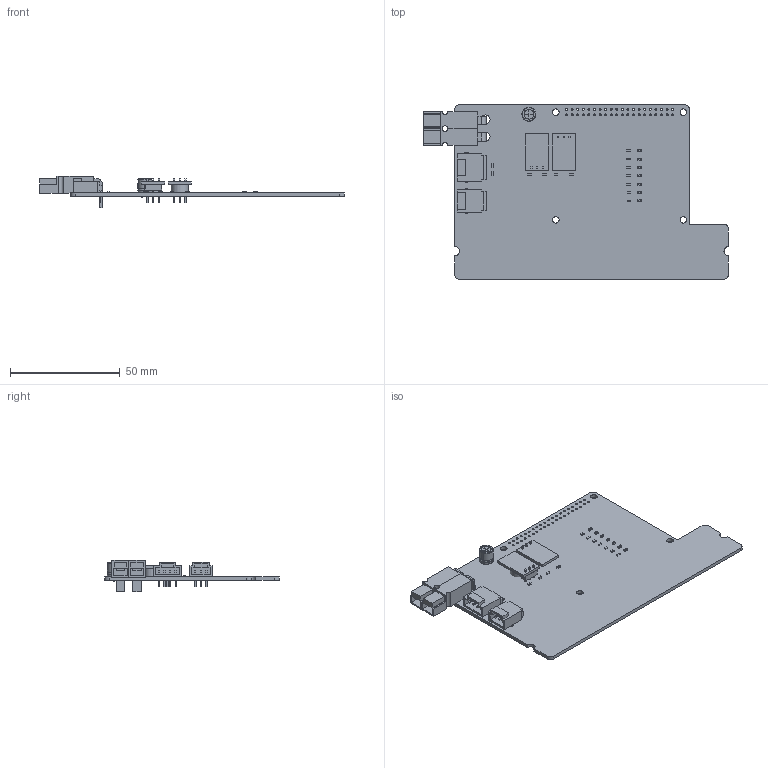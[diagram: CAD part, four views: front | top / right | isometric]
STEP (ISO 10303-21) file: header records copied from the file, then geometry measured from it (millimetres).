
FILE_DESCRIPTION(('KiCad electronic assembly'),'2;1');
FILE_NAME('RaspberryPiBreakout_Hardware.step','2020-11-03T16:40:31',( 'An Author'),('A Company'),'Open CASCADE STEP processor 6.9', 'KiCad to STEP converter','Unknown');
FILE_SCHEMA(('AUTOMOTIVE_DESIGN { 1 0 10303 214 1 1 1 1 }'));
Length unit declared in the file: millimetre
Products named in the file (18): Open CASCADE STEP translator 6.9 1; C_0603_1608Metric; SOLID; Anderson_2_Horizontal_Side_by_Side; COMPOUND; Molex_SL_03_Horizontal; Molex_SL_04_Horizontal; OKI; D_0603_1608Metric; R_0603_1608Metric; CP_Radial_D6.3mm_P2.50mm
Assembly tree (35 placements, depth 3):
  Open CASCADE STEP translator 6.9 1
    C_0603_1608Metric  x4
      SOLID
    Anderson_2_Horizontal_Side_by_Side
      COMPOUND
    Molex_SL_03_Horizontal
      SOLID
    Molex_SL_04_Horizontal
      SOLID
    OKI  x2
      SOLID
    D_0603_1608Metric  x7
      SOLID
    R_0603_1608Metric  x9
      SOLID
    CP_Radial_D6.3mm_P2.50mm
      SOLID
    COMPOUND
Bounding box: 138.71 x 79.25 x 14.48 mm (x, y, z)
Volume: 18656.6 mm3; surface area: 24420.4 mm2
Topology: 28 solids, 29 shells, 1034 faces, 2741 edges, 1812 vertices
Faces by surface type: plane 709, cylinder 315, revolution 4, bspline 4, torus 2
Full cylindrical faces by diameter (mm): 0.5 x2, 0.762 x1, 0.8 x2, 0.889 x6, 0.9 x46, 3 x4, 3.45 x4, 4.06 x2, 7.874 x2
Entity records: 35161 total; most frequent: CARTESIAN_POINT 6582, DIRECTION 4867, LINE 3111, VECTOR 3111, ORIENTED_EDGE 2468, PCURVE 2468, DEFINITIONAL_REPRESENTATION 2468, EDGE_CURVE 1234
